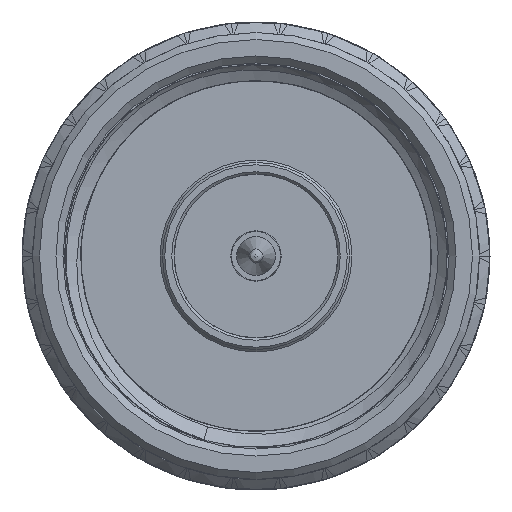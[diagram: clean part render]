
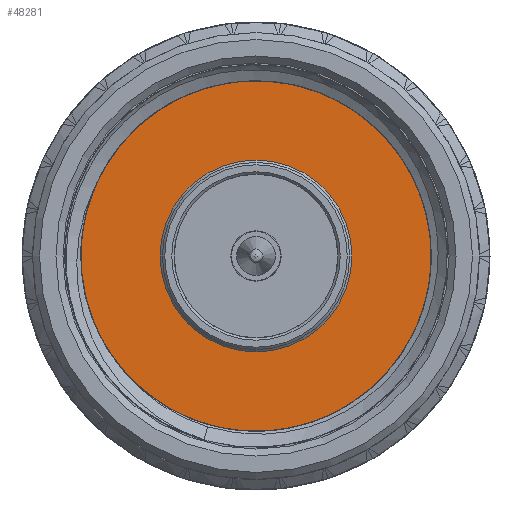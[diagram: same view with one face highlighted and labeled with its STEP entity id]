
A CAD part, front view. The second image highlights one B-rep face of the part: STEP entity #48281.
In plain terms, the highlighted planar face has unit normal (0, -1, 0).
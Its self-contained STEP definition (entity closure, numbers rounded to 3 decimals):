
#3605=B_SPLINE_CURVE_WITH_KNOTS('',3,(#92614,#92615,#92616,#92617),
 .UNSPECIFIED.,.F.,.F.,(4,4),(0.005,0.01),
 .UNSPECIFIED.);
#3608=B_SPLINE_CURVE_WITH_KNOTS('',3,(#93230,#93231,#93232,#93233),
 .UNSPECIFIED.,.F.,.F.,(4,4),(0.,0.005),
 .UNSPECIFIED.);
#6620=PLANE('',#49945);
#11213=ORIENTED_EDGE('',*,*,#18694,.F.);
#11214=ORIENTED_EDGE('',*,*,#18648,.T.);
#11215=ORIENTED_EDGE('',*,*,#18646,.T.);
#11216=ORIENTED_EDGE('',*,*,#18644,.F.);
#11217=ORIENTED_EDGE('',*,*,#18641,.T.);
#18641=EDGE_CURVE('',#22412,#22413,#3605,.T.);
#18644=EDGE_CURVE('',#22412,#22414,#23817,.F.);
#18646=EDGE_CURVE('',#22415,#22414,#3608,.T.);
#18648=EDGE_CURVE('',#22413,#22415,#23818,.T.);
#18694=EDGE_CURVE('',#22431,#22431,#23819,.T.);
#22412=VERTEX_POINT('',#92618);
#22413=VERTEX_POINT('',#92619);
#22414=VERTEX_POINT('',#92908);
#22415=VERTEX_POINT('',#93234);
#22431=VERTEX_POINT('',#94405);
#23817=CIRCLE('',#49942,7.99);
#23818=CIRCLE('',#49944,8.17);
#23819=CIRCLE('',#49946,4.1);
#25165=EDGE_LOOP('',(#11213));
#25166=EDGE_LOOP('',(#11214,#11215,#11216,#11217));
#27767=FACE_BOUND('',#25165,.T.);
#27768=FACE_BOUND('',#25166,.T.);
#48281=ADVANCED_FACE('',(#27767,#27768),#6620,.T.);
#49942=AXIS2_PLACEMENT_3D('',#92907,#51221,#51222);
#49944=AXIS2_PLACEMENT_3D('',#93517,#51225,#51226);
#49945=AXIS2_PLACEMENT_3D('',#94403,#51227,#51228);
#49946=AXIS2_PLACEMENT_3D('',#94404,#51229,#51230);
#51221=DIRECTION('',(0.,-1.,0.));
#51222=DIRECTION('',(1.,0.,0.));
#51225=DIRECTION('',(0.,-1.,0.));
#51226=DIRECTION('',(1.,0.,0.));
#51227=DIRECTION('',(0.,-1.,0.));
#51228=DIRECTION('',(0.,0.,1.));
#51229=DIRECTION('',(0.,-1.,0.));
#51230=DIRECTION('',(-1.,0.,0.));
#92614=CARTESIAN_POINT('',(5.822,-142.6,5.472));
#92615=CARTESIAN_POINT('',(4.733,-142.6,6.72));
#92616=CARTESIAN_POINT('',(3.249,-142.6,7.618));
#92617=CARTESIAN_POINT('',(1.618,-142.6,8.008));
#92618=CARTESIAN_POINT('',(5.822,-142.6,5.472));
#92619=CARTESIAN_POINT('',(1.618,-142.6,8.008));
#92907=CARTESIAN_POINT('',(0.,-142.6,0.));
#92908=CARTESIAN_POINT('',(-7.534,-142.6,2.66));
#93230=CARTESIAN_POINT('',(-4.707,-142.6,6.678));
#93231=CARTESIAN_POINT('',(-6.042,-142.6,5.664));
#93232=CARTESIAN_POINT('',(-7.04,-142.6,4.242));
#93233=CARTESIAN_POINT('',(-7.534,-142.6,2.66));
#93234=CARTESIAN_POINT('',(-4.707,-142.6,6.678));
#93517=CARTESIAN_POINT('',(0.,-142.6,0.));
#94403=CARTESIAN_POINT('',(0.,-142.6,0.));
#94404=CARTESIAN_POINT('',(0.,-142.6,0.));
#94405=CARTESIAN_POINT('',(-4.1,-142.6,0.));
